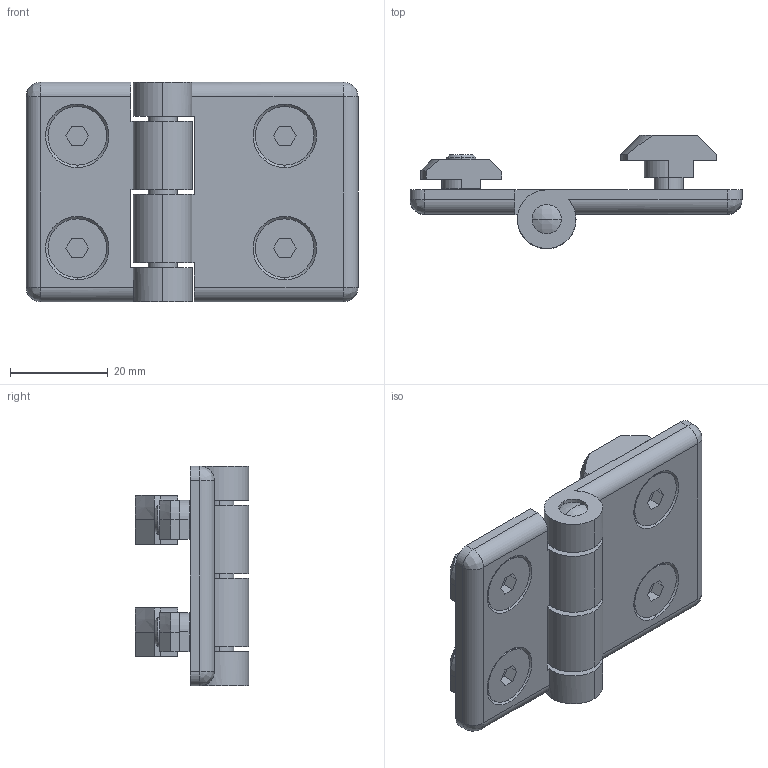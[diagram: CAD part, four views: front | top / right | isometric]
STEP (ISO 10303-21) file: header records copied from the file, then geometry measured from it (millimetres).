
FILE_DESCRIPTION (( 'STEP AP203' ), '1' );
FILE_NAME ('3_842_544_529_Bosch.step', '2024-06-10T09:09:02', ( '' ), ( '' ), 'SwSTEP 2.0', 'SolidWorks 2014', '' );
FILE_SCHEMA (( 'CONFIG_CONTROL_DESIGN' ));
Length unit declared in the file: millimetre
Products named in the file (12): 4_24; 9_16; 8_16; 1_26; 3_842_544_529_Bosch; 2_26; 6_24; 3_24; 10_16; 7_24; 5_24; 11_16
Assembly tree (11 placements, depth 2):
  3_842_544_529_Bosch
    1_26
    2_26
    3_24
    4_24
    5_24
    6_24
    7_24
    8_16
    9_16
    10_16
    11_16
Bounding box: 68 x 23.2 x 45 mm (x, y, z)
Volume: 20848.6 mm3; surface area: 14585.8 mm2
Topology: 11 solids, 11 shells, 219 faces, 529 edges, 332 vertices
Faces by surface type: plane 104, cylinder 76, cone 32, bspline 7
Entity records: 7795 total; most frequent: CARTESIAN_POINT 1285, DIRECTION 1138, ORIENTED_EDGE 1050, EDGE_CURVE 525, AXIS2_PLACEMENT_3D 401, VECTOR 336, LINE 336, VERTEX_POINT 332
